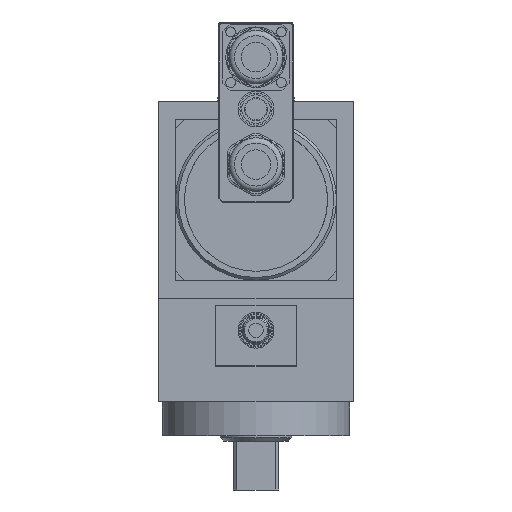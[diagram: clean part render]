
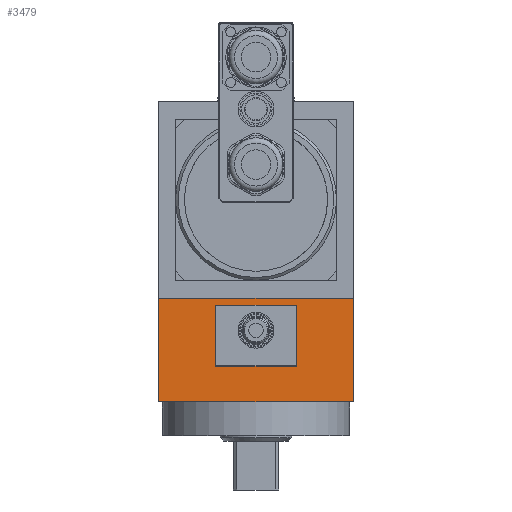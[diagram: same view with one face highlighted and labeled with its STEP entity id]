
A CAD part, front view. The second image highlights one B-rep face of the part: STEP entity #3479.
In plain terms, the highlighted planar face has unit normal (0, -1, 0).
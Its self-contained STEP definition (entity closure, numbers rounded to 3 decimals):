
#628=CARTESIAN_POINT('',(22.5,-140.0,54.0));
#629=VERTEX_POINT('',#628);
#636=CARTESIAN_POINT('',(-22.5,-140.0,54.0));
#637=VERTEX_POINT('',#636);
#638=CARTESIAN_POINT('',(-22.5,-140.0,54.0));
#639=DIRECTION('',(1.0,0.0,0.0));
#640=VECTOR('',#639,45.0);
#641=LINE('',#638,#640);
#642=EDGE_CURVE('',#637,#629,#641,.T.);
#659=CARTESIAN_POINT('',(22.5,-140.0,20.));
#660=VERTEX_POINT('',#659);
#667=CARTESIAN_POINT('',(22.5,-140.0,54.0));
#668=DIRECTION('',(0.0,0.0,-1.0));
#669=VECTOR('',#668,34.0);
#670=LINE('',#667,#669);
#671=EDGE_CURVE('',#629,#660,#670,.T.);
#683=CARTESIAN_POINT('',(-22.5,-140.0,20.));
#684=VERTEX_POINT('',#683);
#691=CARTESIAN_POINT('',(22.5,-140.0,20.));
#692=DIRECTION('',(-1.0,0.0,0.0));
#693=VECTOR('',#692,45.0);
#694=LINE('',#691,#693);
#695=EDGE_CURVE('',#660,#684,#694,.T.);
#708=CARTESIAN_POINT('',(-22.5,-140.0,20.));
#709=DIRECTION('',(0.0,0.0,1.0));
#710=VECTOR('',#709,34.0);
#711=LINE('',#708,#710);
#712=EDGE_CURVE('',#684,#637,#711,.T.);
#2134=CARTESIAN_POINT('',(54.4,-140.0,58.));
#2135=VERTEX_POINT('',#2134);
#2142=CARTESIAN_POINT('',(54.4,-140.0,167.9));
#2143=VERTEX_POINT('',#2142);
#2144=CARTESIAN_POINT('',(54.4,-140.0,167.9));
#2145=DIRECTION('',(0.0,0.0,-1.0));
#2146=VECTOR('',#2145,109.9);
#2147=LINE('',#2144,#2146);
#2148=EDGE_CURVE('',#2143,#2135,#2147,.T.);
#2172=CARTESIAN_POINT('',(-54.4,-140.0,58.));
#2173=VERTEX_POINT('',#2172);
#2180=CARTESIAN_POINT('',(54.4,-140.0,58.));
#2181=DIRECTION('',(-1.0,0.0,0.0));
#2182=VECTOR('',#2181,108.8);
#2183=LINE('',#2180,#2182);
#2184=EDGE_CURVE('',#2135,#2173,#2183,.T.);
#2203=CARTESIAN_POINT('',(-54.4,-140.0,167.9));
#2204=VERTEX_POINT('',#2203);
#2211=CARTESIAN_POINT('',(-54.4,-140.0,58.));
#2212=DIRECTION('',(0.0,0.0,1.0));
#2213=VECTOR('',#2212,109.9);
#2214=LINE('',#2211,#2213);
#2215=EDGE_CURVE('',#2173,#2204,#2214,.T.);
#2233=CARTESIAN_POINT('',(-54.4,-140.0,167.9));
#2234=DIRECTION('',(1.0,0.0,0.0));
#2235=VECTOR('',#2234,108.8);
#2236=LINE('',#2233,#2235);
#2237=EDGE_CURVE('',#2204,#2143,#2236,.T.);
#2830=CARTESIAN_POINT('',(-54.5,-140.0,168.));
#2831=VERTEX_POINT('',#2830);
#2838=CARTESIAN_POINT('',(54.5,-140.0,168.));
#2839=VERTEX_POINT('',#2838);
#2840=CARTESIAN_POINT('',(54.5,-140.0,168.));
#2841=DIRECTION('',(-1.0,0.0,0.0));
#2842=VECTOR('',#2841,109.);
#2843=LINE('',#2840,#2842);
#2844=EDGE_CURVE('',#2839,#2831,#2843,.T.);
#3403=CARTESIAN_POINT('',(54.5,-140.0,0.0));
#3404=VERTEX_POINT('',#3403);
#3405=CARTESIAN_POINT('',(54.5,-140.0,0.0));
#3406=DIRECTION('',(0.0,0.0,1.0));
#3407=VECTOR('',#3406,168.);
#3408=LINE('',#3405,#3407);
#3409=EDGE_CURVE('',#3404,#2839,#3408,.T.);
#3444=CARTESIAN_POINT('',(54.5,-140.0,0.0));
#3445=DIRECTION('',(0.0,-1.0,0.0));
#3446=DIRECTION('',(0.0,0.0,-1.0));
#3447=AXIS2_PLACEMENT_3D('',#3444,#3445,#3446);
#3448=PLANE('',#3447);
#3449=CARTESIAN_POINT('',(-54.5,-140.0,0.0));
#3450=VERTEX_POINT('',#3449);
#3451=CARTESIAN_POINT('',(-54.5,-140.0,0.0));
#3452=DIRECTION('',(0.0,0.0,1.0));
#3453=VECTOR('',#3452,168.);
#3454=LINE('',#3451,#3453);
#3455=EDGE_CURVE('',#3450,#2831,#3454,.T.);
#3456=ORIENTED_EDGE('',*,*,#3455,.F.);
#3457=CARTESIAN_POINT('',(54.5,-140.0,0.0));
#3458=DIRECTION('',(-1.0,0.0,0.0));
#3459=VECTOR('',#3458,109.);
#3460=LINE('',#3457,#3459);
#3461=EDGE_CURVE('',#3404,#3450,#3460,.T.);
#3462=ORIENTED_EDGE('',*,*,#3461,.F.);
#3463=ORIENTED_EDGE('',*,*,#3409,.T.);
#3464=ORIENTED_EDGE('',*,*,#2844,.T.);
#3465=EDGE_LOOP('',(#3456,#3462,#3463,#3464));
#3466=FACE_OUTER_BOUND('',#3465,.T.);
#3467=ORIENTED_EDGE('',*,*,#671,.T.);
#3468=ORIENTED_EDGE('',*,*,#695,.T.);
#3469=ORIENTED_EDGE('',*,*,#712,.T.);
#3470=ORIENTED_EDGE('',*,*,#642,.T.);
#3471=EDGE_LOOP('',(#3467,#3468,#3469,#3470));
#3472=FACE_BOUND('',#3471,.T.);
#3473=ORIENTED_EDGE('',*,*,#2148,.T.);
#3474=ORIENTED_EDGE('',*,*,#2184,.T.);
#3475=ORIENTED_EDGE('',*,*,#2215,.T.);
#3476=ORIENTED_EDGE('',*,*,#2237,.T.);
#3477=EDGE_LOOP('',(#3473,#3474,#3475,#3476));
#3478=FACE_BOUND('',#3477,.T.);
#3479=ADVANCED_FACE('',(#3466,#3472,#3478),#3448,.T.);
